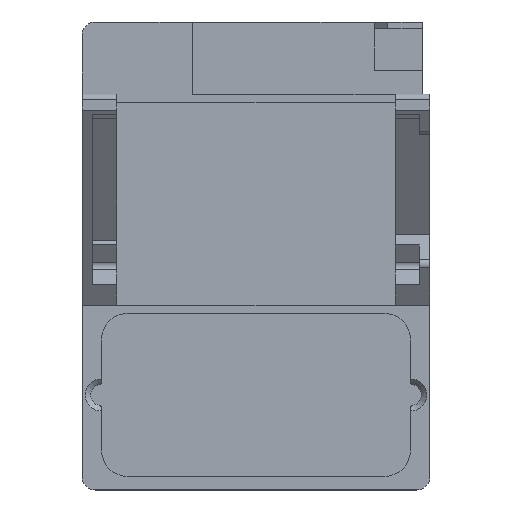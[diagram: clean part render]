
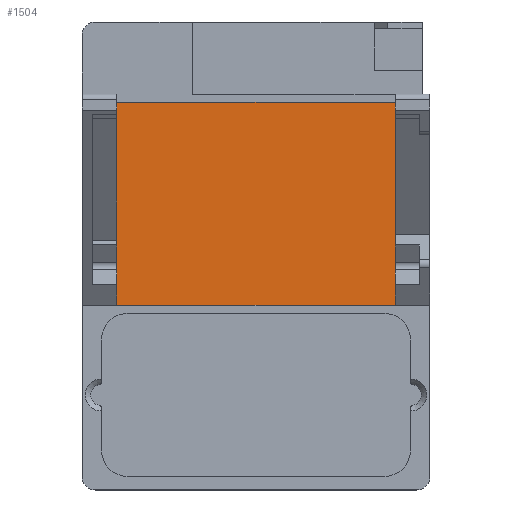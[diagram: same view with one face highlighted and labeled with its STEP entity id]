
A CAD part, top view. The second image highlights one B-rep face of the part: STEP entity #1504.
In plain terms, the highlighted planar face has unit normal (0, 0, 1).
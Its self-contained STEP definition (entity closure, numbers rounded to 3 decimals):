
#143=FACE_OUTER_BOUND('',#223,.T.);
#223=EDGE_LOOP('',(#1256,#1257,#1258,#1259));
#299=LINE('',#2198,#471);
#397=LINE('',#2497,#569);
#398=LINE('',#2499,#570);
#399=LINE('',#2500,#571);
#471=VECTOR('',#1755,10.);
#569=VECTOR('',#1995,10.);
#570=VECTOR('',#1996,10.);
#571=VECTOR('',#1997,10.);
#642=VERTEX_POINT('',#2195);
#643=VERTEX_POINT('',#2197);
#733=VERTEX_POINT('',#2496);
#734=VERTEX_POINT('',#2498);
#797=EDGE_CURVE('',#642,#643,#299,.T.);
#931=EDGE_CURVE('',#733,#642,#397,.T.);
#932=EDGE_CURVE('',#734,#733,#398,.T.);
#933=EDGE_CURVE('',#643,#734,#399,.T.);
#1256=ORIENTED_EDGE('',*,*,#931,.F.);
#1257=ORIENTED_EDGE('',*,*,#932,.F.);
#1258=ORIENTED_EDGE('',*,*,#933,.F.);
#1259=ORIENTED_EDGE('',*,*,#797,.F.);
#1435=PLANE('',#1635);
#1504=ADVANCED_FACE('',(#143),#1435,.T.);
#1635=AXIS2_PLACEMENT_3D('',#2495,#1993,#1994);
#1755=DIRECTION('',(0.,1.,0.));
#1993=DIRECTION('center_axis',(0.,0.,1.));
#1994=DIRECTION('ref_axis',(1.,0.,0.));
#1995=DIRECTION('',(-1.,0.,0.));
#1996=DIRECTION('',(0.,-1.,0.));
#1997=DIRECTION('',(1.,0.,0.));
#2195=CARTESIAN_POINT('',(219.188,-22.724,0.1));
#2197=CARTESIAN_POINT('',(219.188,53.088,0.1));
#2198=CARTESIAN_POINT('',(219.188,15.932,0.1));
#2495=CARTESIAN_POINT('Origin',(271.188,15.182,0.1));
#2496=CARTESIAN_POINT('',(323.188,-22.724,0.1));
#2497=CARTESIAN_POINT('',(303.688,-22.724,0.1));
#2498=CARTESIAN_POINT('',(323.188,53.088,0.1));
#2499=CARTESIAN_POINT('',(323.188,22.682,0.1));
#2500=CARTESIAN_POINT('',(238.688,53.088,0.1));
